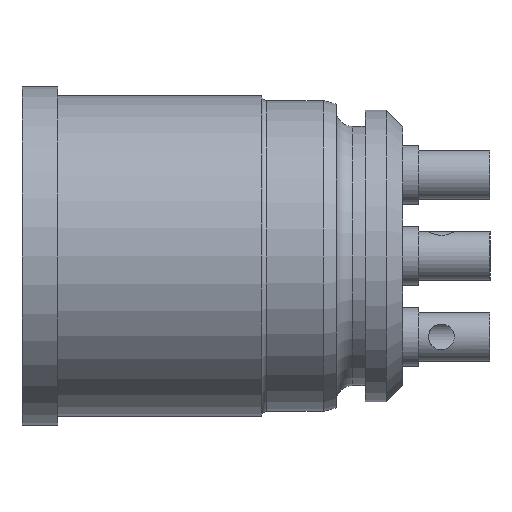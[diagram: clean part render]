
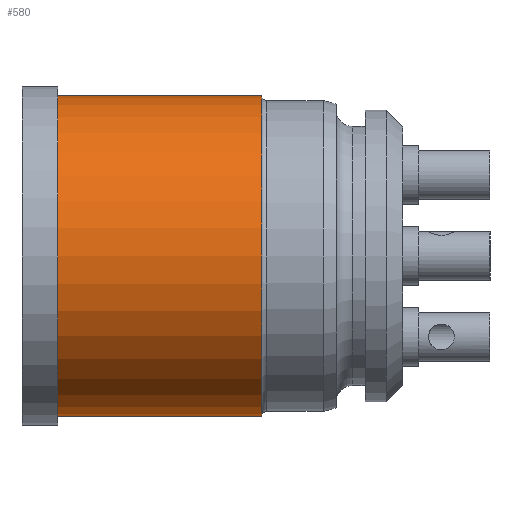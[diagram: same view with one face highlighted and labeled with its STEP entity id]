
A CAD part, left-side view. The second image highlights one B-rep face of the part: STEP entity #580.
In plain terms, the highlighted cylindrical face has radius 4.95 mm (diameter 9.9 mm), a full revolution.
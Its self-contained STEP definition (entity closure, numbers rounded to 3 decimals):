
#431=CIRCLE('',#2246,4.95);
#432=CIRCLE('',#2248,4.95);
#580=ADVANCED_FACE('F120',(#831,#832),#664,.T.);
#664=CYLINDRICAL_SURFACE('',#2249,4.95);
#831=FACE_BOUND('',#1044,.T.);
#832=FACE_BOUND('',#1045,.T.);
#1044=EDGE_LOOP('',(#1431));
#1045=EDGE_LOOP('',(#1432));
#1431=ORIENTED_EDGE('',*,*,#1960,.T.);
#1432=ORIENTED_EDGE('',*,*,#1959,.T.);
#1734=VERTEX_POINT('',#4133);
#1735=VERTEX_POINT('',#4136);
#1959=EDGE_CURVE('E284',#1734,#1734,#431,.T.);
#1960=EDGE_CURVE('E283',#1735,#1735,#432,.T.);
#2246=AXIS2_PLACEMENT_3D('',#4132,#2775,#2776);
#2248=AXIS2_PLACEMENT_3D('',#4135,#2779,#2780);
#2249=AXIS2_PLACEMENT_3D('',#4137,#2781,#2782);
#2775=DIRECTION('',(0.,-1.,0.));
#2776=DIRECTION('',(0.,0.,-1.));
#2779=DIRECTION('',(0.,1.,0.));
#2780=DIRECTION('',(0.,0.,1.));
#2781=DIRECTION('',(0.,1.,0.));
#2782=DIRECTION('',(0.,0.,-1.));
#4132=CARTESIAN_POINT('',(50.,60.7,0.));
#4133=CARTESIAN_POINT('',(50.,60.7,-4.95));
#4135=CARTESIAN_POINT('',(50.,54.4,0.));
#4136=CARTESIAN_POINT('',(50.,54.4,4.95));
#4137=CARTESIAN_POINT('',(50.,54.4,0.));
